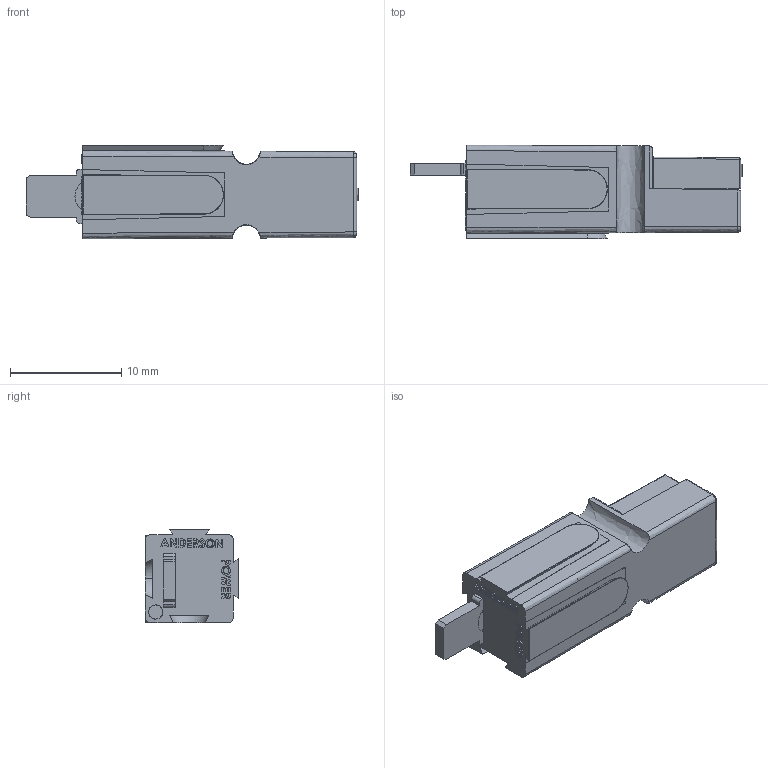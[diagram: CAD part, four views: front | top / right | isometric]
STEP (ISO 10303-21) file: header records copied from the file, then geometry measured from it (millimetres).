
FILE_DESCRIPTION(/* description */ (''),/* implementation_level */ '2;1');
FILE_NAME(/* name */ '1335G1~2',/* time_stamp */ '2020-06-29T22:13:37-04:00',/* author */ (''),/* organization */ (''),/* preprocessor_version */ 'ST-DEVELOPER v16.5',/* originating_system */ '',/* authorisation */ '');
FILE_SCHEMA (('AUTOMOTIVE_DESIGN'));
Length unit declared in the file: inch
Products named in the file (1): Document
Bounding box: 29.82 x 8.41 x 8.41 mm (x, y, z)
Volume: 1226.3 mm3; surface area: 1174.5 mm2
Topology: 1 solids, 1 shells, 346 faces, 929 edges, 607 vertices
Faces by surface type: bspline 346
Entity records: 28554 total; most frequent: CARTESIAN_POINT 16536, B_SPLINE_CURVE_WITH_KNOTS 2591, ORIENTED_EDGE 1854, PCURVE 1854, DEFINITIONAL_REPRESENTATION 1854, SURFACE_CURVE 927, EDGE_CURVE 927, VERTEX_POINT 607
